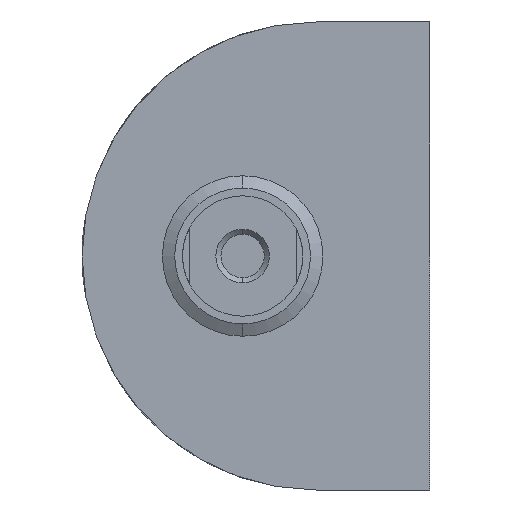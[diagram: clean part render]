
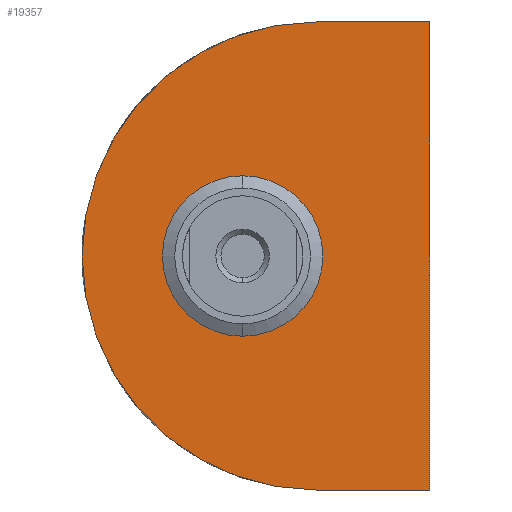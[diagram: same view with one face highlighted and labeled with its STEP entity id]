
A CAD part, left-side view. The second image highlights one B-rep face of the part: STEP entity #19357.
In plain terms, the highlighted planar face has unit normal (-1, 0, 0).
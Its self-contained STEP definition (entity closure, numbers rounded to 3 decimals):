
#12045=EDGE_CURVE('NONE',#17227,#19829,#27580,.T.);
#13263=VERTEX_POINT('NONE',#28896);
#13353=EDGE_CURVE('NONE',#13263,#17539,#28995,.T.);
#16927=EDGE_CURVE('NONE',#19319,#19991,#32876,.T.);
#17185=EDGE_CURVE('NONE',#19829,#17227,#33158,.T.);
#17227=VERTEX_POINT('NONE',#33205);
#17539=VERTEX_POINT('NONE',#33552);
#19319=VERTEX_POINT('NONE',#35474);
#19357=ADVANCED_FACE('NONE',(#35514,#35515),#35516,.F.);
#19829=VERTEX_POINT('NONE',#36022);
#19991=VERTEX_POINT('NONE',#36197);
#20815=EDGE_CURVE('NONE',#19991,#13263,#37096,.T.);
#21811=EDGE_CURVE('NONE',#19319,#17539,#38181,.T.);
#27580=CIRCLE('',#47474,6.0);
#28896=CARTESIAN_POINT('',(-6.0,0.0,-17.5));
#28995=LINE('',#49971,#49972);
#32876=CIRCLE('',#56595,17.5);
#33158=CIRCLE('',#57069,6.0);
#33205=CARTESIAN_POINT('',(-6.0,14.0,-6.0));
#33552=CARTESIAN_POINT('',(-6.0,0.0,17.5));
#35474=CARTESIAN_POINT('',(-6.0,8.5,17.5));
#35514=FACE_OUTER_BOUND('',#61064,.T.);
#35515=FACE_BOUND('',#61065,.T.);
#35516=PLANE('',#61066);
#36022=CARTESIAN_POINT('',(-6.0,14.0,6.0));
#36197=CARTESIAN_POINT('',(-6.0,8.5,-17.5));
#37096=LINE('',#63786,#63787);
#38181=LINE('',#65533,#65534);
#47474=AXIS2_PLACEMENT_3D('',#71695,#71696,#71697);
#49971=CARTESIAN_POINT('',(-6.0,0.0,-17.5));
#49972=VECTOR('',#73059,1000.0);
#56595=AXIS2_PLACEMENT_3D('',#76453,#76454,#76455);
#57069=AXIS2_PLACEMENT_3D('',#76803,#76804,#76805);
#61064=EDGE_LOOP('',(#78978,#78979,#78980,#78981));
#61065=EDGE_LOOP('',(#78982,#78983));
#61066=AXIS2_PLACEMENT_3D('',#78984,#78985,#78986);
#63786=CARTESIAN_POINT('',(-6.0,8.5,-17.5));
#63787=VECTOR('',#80791,1000.0);
#65533=CARTESIAN_POINT('',(-6.0,8.5,17.5));
#65534=VECTOR('',#81745,1000.0);
#71695=CARTESIAN_POINT('',(-6.0,14.0,0.));
#71696=DIRECTION('',(-1.0,0.0,0.));
#71697=DIRECTION('',(0.,0.0,1.0));
#73059=DIRECTION('',(0.,0.0,1.0));
#76453=CARTESIAN_POINT('',(-6.0,8.5,0.));
#76454=DIRECTION('',(-1.0,0.0,0.));
#76455=DIRECTION('',(0.,0.0,1.0));
#76803=CARTESIAN_POINT('',(-6.0,14.0,0.));
#76804=DIRECTION('',(-1.0,0.0,0.));
#76805=DIRECTION('',(0.,0.0,1.0));
#78978=ORIENTED_EDGE('',*,*,#13353,.T.);
#78979=ORIENTED_EDGE('',*,*,#21811,.F.);
#78980=ORIENTED_EDGE('',*,*,#16927,.T.);
#78981=ORIENTED_EDGE('',*,*,#20815,.T.);
#78982=ORIENTED_EDGE('',*,*,#17185,.F.);
#78983=ORIENTED_EDGE('',*,*,#12045,.F.);
#78984=CARTESIAN_POINT('',(-6.0,8.5,-17.5));
#78985=DIRECTION('',(1.0,0.0,0.));
#78986=DIRECTION('',(0.0,-1.0,0.0));
#80791=DIRECTION('',(0.0,-1.0,-0.0));
#81745=DIRECTION('',(0.0,-1.0,-0.0));
